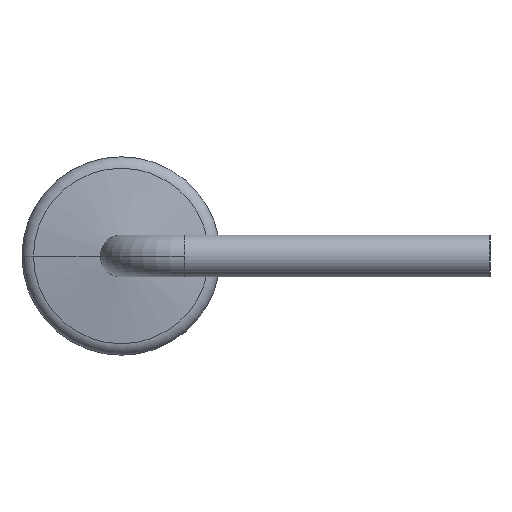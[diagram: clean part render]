
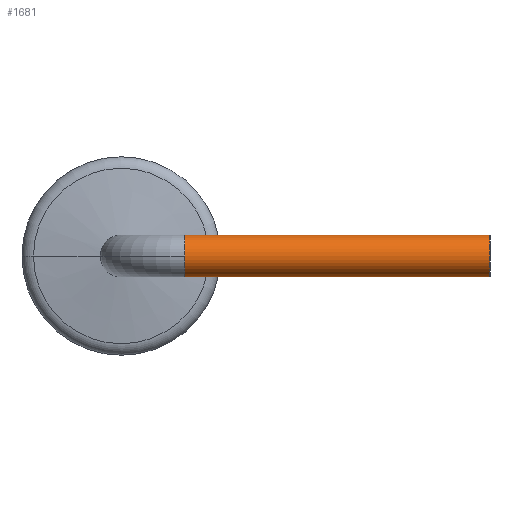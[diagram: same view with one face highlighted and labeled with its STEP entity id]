
A CAD part, left-side view. The second image highlights one B-rep face of the part: STEP entity #1681.
In plain terms, the highlighted cylindrical face has radius 0.275 mm (diameter 0.55 mm), a partial arc.
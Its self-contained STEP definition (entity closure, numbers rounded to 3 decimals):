
#45 = FACE_OUTER_BOUND ( 'NONE', #1546, .T. ) ;
#100 = CARTESIAN_POINT ( 'NONE',  ( -5.525, 0.47, 0. ) ) ;
#101 = CARTESIAN_POINT ( 'NONE',  ( -5.25, 0.47, 0.275 ) ) ;
#128 = DIRECTION ( 'NONE',  ( 1., 0., 0. ) ) ;
#205 = CARTESIAN_POINT ( 'NONE',  ( -5.25, 0.47, 0.275 ) ) ;
#372 = CARTESIAN_POINT ( 'NONE',  ( -5.25, 0.47, 0. ) ) ;
#538 = CARTESIAN_POINT ( 'NONE',  ( -5.25, -3.53, -0.275 ) ) ;
#545 = DIRECTION ( 'NONE',  ( 0., 0., -1. ) ) ;
#548 = VECTOR ( 'NONE', #2093, 1000. ) ;
#550 = AXIS2_PLACEMENT_3D ( 'NONE', #372, #950, #128 ) ;
#574 = EDGE_CURVE ( 'NONE', #835, #1689, #1580, .T. ) ;
#812 = LINE ( 'NONE', #1494, #1060 ) ;
#835 = VERTEX_POINT ( 'NONE', #100 ) ;
#924 = AXIS2_PLACEMENT_3D ( 'NONE', #1697, #1169, #545 ) ;
#950 = DIRECTION ( 'NONE',  ( 0., -1., 0. ) ) ;
#957 = AXIS2_PLACEMENT_3D ( 'NONE', #1818, #1782, #1654 ) ;
#1060 = VECTOR ( 'NONE', #1896, 1000. ) ;
#1067 = CIRCLE ( 'NONE', #957, 0.275 ) ;
#1120 = ORIENTED_EDGE ( 'NONE', *, *, #2149, .T. ) ;
#1169 = DIRECTION ( 'NONE',  ( 0., -1., 0. ) ) ;
#1185 = EDGE_CURVE ( 'NONE', #1673, #835, #1431, .T. ) ;
#1284 = EDGE_CURVE ( 'NONE', #1689, #1452, #812, .T. ) ;
#1331 = ORIENTED_EDGE ( 'NONE', *, *, #1802, .F. ) ;
#1425 = DIRECTION ( 'NONE',  ( 1., 0., 0. ) ) ;
#1431 = CIRCLE ( 'NONE', #550, 0.275 ) ;
#1448 = CARTESIAN_POINT ( 'NONE',  ( -5.25, -3.53, 0.275 ) ) ;
#1452 = VERTEX_POINT ( 'NONE', #538 ) ;
#1494 = CARTESIAN_POINT ( 'NONE',  ( -5.25, 0.47, -0.275 ) ) ;
#1546 = EDGE_LOOP ( 'NONE', ( #1331, #1952, #2027, #1790, #1120 ) ) ;
#1571 = DIRECTION ( 'NONE',  ( 0., -1., 0. ) ) ;
#1580 = CIRCLE ( 'NONE', #1966, 0.275 ) ;
#1606 = LINE ( 'NONE', #101, #548 ) ;
#1654 = DIRECTION ( 'NONE',  ( 0., 0., -1. ) ) ;
#1673 = VERTEX_POINT ( 'NONE', #205 ) ;
#1681 = ADVANCED_FACE ( 'NONE', ( #45 ), #2050, .T. ) ;
#1689 = VERTEX_POINT ( 'NONE', #1878 ) ;
#1697 = CARTESIAN_POINT ( 'NONE',  ( -5.25, 0.47, 0. ) ) ;
#1782 = DIRECTION ( 'NONE',  ( 0., 1., 0. ) ) ;
#1790 = ORIENTED_EDGE ( 'NONE', *, *, #1284, .T. ) ;
#1802 = EDGE_CURVE ( 'NONE', #1673, #1850, #1606, .T. ) ;
#1818 = CARTESIAN_POINT ( 'NONE',  ( -5.25, -3.53, 0. ) ) ;
#1850 = VERTEX_POINT ( 'NONE', #1448 ) ;
#1878 = CARTESIAN_POINT ( 'NONE',  ( -5.25, 0.47, -0.275 ) ) ;
#1896 = DIRECTION ( 'NONE',  ( 0., -1., 0. ) ) ;
#1952 = ORIENTED_EDGE ( 'NONE', *, *, #1185, .T. ) ;
#1966 = AXIS2_PLACEMENT_3D ( 'NONE', #2092, #1571, #1425 ) ;
#2027 = ORIENTED_EDGE ( 'NONE', *, *, #574, .T. ) ;
#2050 = CYLINDRICAL_SURFACE ( 'NONE', #924, 0.275 ) ;
#2092 = CARTESIAN_POINT ( 'NONE',  ( -5.25, 0.47, 0. ) ) ;
#2093 = DIRECTION ( 'NONE',  ( 0., -1., 0. ) ) ;
#2149 = EDGE_CURVE ( 'NONE', #1452, #1850, #1067, .T. ) ;
